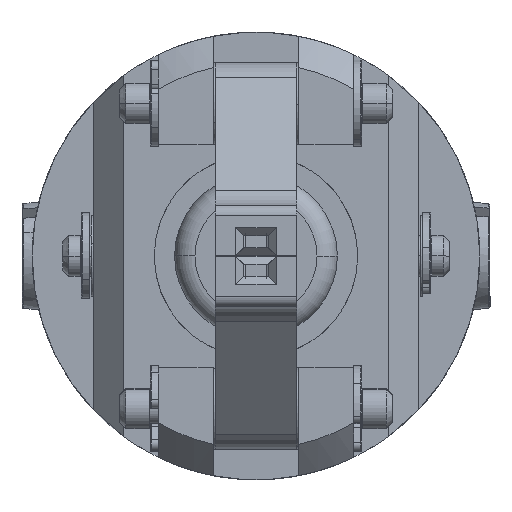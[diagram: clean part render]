
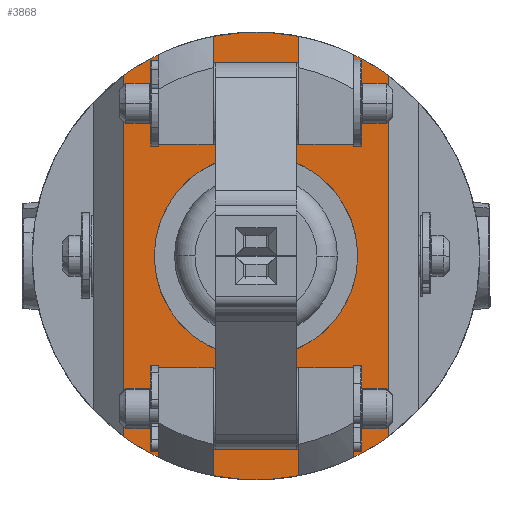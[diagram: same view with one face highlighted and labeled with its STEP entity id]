
A CAD part, left-side view. The second image highlights one B-rep face of the part: STEP entity #3868.
In plain terms, the highlighted face is planar.
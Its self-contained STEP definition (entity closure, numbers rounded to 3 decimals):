
#3518=AXIS2_PLACEMENT_3D('Circle Axis2P3D',#3516,#3517,$) ;
#3654=AXIS2_PLACEMENT_3D('Circle Axis2P3D',#3652,#3653,$) ;
#3700=AXIS2_PLACEMENT_3D('Plane Axis2P3D',#3697,#3698,#3699) ;
#3704=AXIS2_PLACEMENT_3D('Circle Axis2P3D',#3702,#3703,$) ;
#3734=AXIS2_PLACEMENT_3D('Circle Axis2P3D',#3732,#3733,$) ;
#3762=AXIS2_PLACEMENT_3D('Circle Axis2P3D',#3760,#3761,$) ;
#3776=AXIS2_PLACEMENT_3D('Circle Axis2P3D',#3774,#3775,$) ;
#3804=AXIS2_PLACEMENT_3D('Circle Axis2P3D',#3802,#3803,$) ;
#3832=AXIS2_PLACEMENT_3D('Circle Axis2P3D',#3830,#3831,$) ;
#3516=CARTESIAN_POINT('Axis2P3D Location',(0.,0.,5.)) ;
#3520=CARTESIAN_POINT('Vertex',(4.388,2.397,5.)) ;
#3522=CARTESIAN_POINT('Vertex',(-4.388,-2.397,5.)) ;
#3652=CARTESIAN_POINT('Axis2P3D Location',(0.,0.,5.)) ;
#3697=CARTESIAN_POINT('Axis2P3D Location',(0.,0.,5.)) ;
#3702=CARTESIAN_POINT('Axis2P3D Location',(0.,0.,5.)) ;
#3706=CARTESIAN_POINT('Vertex',(6.5,-8.874,5.)) ;
#3708=CARTESIAN_POINT('Vertex',(4.8,-9.897,5.)) ;
#3711=CARTESIAN_POINT('Line Origine',(4.8,-7.699,5.)) ;
#3715=CARTESIAN_POINT('Vertex',(4.8,-5.5,5.)) ;
#3718=CARTESIAN_POINT('Line Origine',(3.45,-5.5,5.)) ;
#3722=CARTESIAN_POINT('Vertex',(2.1,-5.5,5.)) ;
#3725=CARTESIAN_POINT('Line Origine',(2.1,-8.149,5.)) ;
#3729=CARTESIAN_POINT('Vertex',(2.1,-10.798,5.)) ;
#3732=CARTESIAN_POINT('Axis2P3D Location',(0.,0.,5.)) ;
#3736=CARTESIAN_POINT('Vertex',(-2.1,-10.798,5.)) ;
#3739=CARTESIAN_POINT('Line Origine',(-2.1,-8.149,5.)) ;
#3743=CARTESIAN_POINT('Vertex',(-2.1,-5.5,5.)) ;
#3746=CARTESIAN_POINT('Line Origine',(-3.45,-5.5,5.)) ;
#3750=CARTESIAN_POINT('Vertex',(-4.8,-5.5,5.)) ;
#3753=CARTESIAN_POINT('Line Origine',(-4.8,-7.699,5.)) ;
#3757=CARTESIAN_POINT('Vertex',(-4.8,-9.897,5.)) ;
#3760=CARTESIAN_POINT('Axis2P3D Location',(0.,0.,5.)) ;
#3764=CARTESIAN_POINT('Vertex',(-6.5,-8.874,5.)) ;
#3767=CARTESIAN_POINT('Line Origine',(-6.5,0.,5.)) ;
#3771=CARTESIAN_POINT('Vertex',(-6.5,8.874,5.)) ;
#3774=CARTESIAN_POINT('Axis2P3D Location',(0.,0.,5.)) ;
#3778=CARTESIAN_POINT('Vertex',(-4.8,9.897,5.)) ;
#3781=CARTESIAN_POINT('Line Origine',(-4.8,7.699,5.)) ;
#3785=CARTESIAN_POINT('Vertex',(-4.8,5.5,5.)) ;
#3788=CARTESIAN_POINT('Line Origine',(-3.45,5.5,5.)) ;
#3792=CARTESIAN_POINT('Vertex',(-2.1,5.5,5.)) ;
#3795=CARTESIAN_POINT('Line Origine',(-2.1,8.149,5.)) ;
#3799=CARTESIAN_POINT('Vertex',(-2.1,10.798,5.)) ;
#3802=CARTESIAN_POINT('Axis2P3D Location',(0.,0.,5.)) ;
#3806=CARTESIAN_POINT('Vertex',(2.1,10.798,5.)) ;
#3809=CARTESIAN_POINT('Line Origine',(2.1,8.149,5.)) ;
#3813=CARTESIAN_POINT('Vertex',(2.1,5.5,5.)) ;
#3816=CARTESIAN_POINT('Line Origine',(3.45,5.5,5.)) ;
#3820=CARTESIAN_POINT('Vertex',(4.8,5.5,5.)) ;
#3823=CARTESIAN_POINT('Line Origine',(4.8,7.699,5.)) ;
#3827=CARTESIAN_POINT('Vertex',(4.8,9.897,5.)) ;
#3830=CARTESIAN_POINT('Axis2P3D Location',(0.,0.,5.)) ;
#3834=CARTESIAN_POINT('Vertex',(6.5,8.874,5.)) ;
#3837=CARTESIAN_POINT('Line Origine',(6.5,0.,5.)) ;
#3517=DIRECTION('Axis2P3D Direction',(0.,-0.,1.)) ;
#3653=DIRECTION('Axis2P3D Direction',(0.,-0.,1.)) ;
#3698=DIRECTION('Axis2P3D Direction',(0.,0.,-1.)) ;
#3699=DIRECTION('Axis2P3D XDirection',(1.,0.,0.)) ;
#3703=DIRECTION('Axis2P3D Direction',(0.,0.,-1.)) ;
#3712=DIRECTION('Vector Direction',(0.,-1.,0.)) ;
#3719=DIRECTION('Vector Direction',(-1.,0.,0.)) ;
#3726=DIRECTION('Vector Direction',(0.,-1.,0.)) ;
#3733=DIRECTION('Axis2P3D Direction',(0.,0.,-1.)) ;
#3740=DIRECTION('Vector Direction',(0.,1.,0.)) ;
#3747=DIRECTION('Vector Direction',(-1.,0.,0.)) ;
#3754=DIRECTION('Vector Direction',(0.,-1.,0.)) ;
#3761=DIRECTION('Axis2P3D Direction',(0.,0.,-1.)) ;
#3768=DIRECTION('Vector Direction',(0.,1.,0.)) ;
#3775=DIRECTION('Axis2P3D Direction',(0.,0.,-1.)) ;
#3782=DIRECTION('Vector Direction',(0.,-1.,0.)) ;
#3789=DIRECTION('Vector Direction',(-1.,0.,0.)) ;
#3796=DIRECTION('Vector Direction',(0.,1.,0.)) ;
#3803=DIRECTION('Axis2P3D Direction',(0.,0.,-1.)) ;
#3810=DIRECTION('Vector Direction',(0.,-1.,0.)) ;
#3817=DIRECTION('Vector Direction',(-1.,0.,0.)) ;
#3824=DIRECTION('Vector Direction',(0.,-1.,0.)) ;
#3831=DIRECTION('Axis2P3D Direction',(0.,0.,-1.)) ;
#3838=DIRECTION('Vector Direction',(0.,1.,0.)) ;
#3713=VECTOR('Line Direction',#3712,1.) ;
#3720=VECTOR('Line Direction',#3719,1.) ;
#3727=VECTOR('Line Direction',#3726,1.) ;
#3741=VECTOR('Line Direction',#3740,1.) ;
#3748=VECTOR('Line Direction',#3747,1.) ;
#3755=VECTOR('Line Direction',#3754,1.) ;
#3769=VECTOR('Line Direction',#3768,1.) ;
#3783=VECTOR('Line Direction',#3782,1.) ;
#3790=VECTOR('Line Direction',#3789,1.) ;
#3797=VECTOR('Line Direction',#3796,1.) ;
#3811=VECTOR('Line Direction',#3810,1.) ;
#3818=VECTOR('Line Direction',#3817,1.) ;
#3825=VECTOR('Line Direction',#3824,1.) ;
#3839=VECTOR('Line Direction',#3838,1.) ;
#3843=ORIENTED_EDGE('',*,*,#3710,.T.) ;
#3844=ORIENTED_EDGE('',*,*,#3717,.F.) ;
#3845=ORIENTED_EDGE('',*,*,#3724,.T.) ;
#3846=ORIENTED_EDGE('',*,*,#3731,.T.) ;
#3847=ORIENTED_EDGE('',*,*,#3738,.T.) ;
#3848=ORIENTED_EDGE('',*,*,#3745,.T.) ;
#3849=ORIENTED_EDGE('',*,*,#3752,.T.) ;
#3850=ORIENTED_EDGE('',*,*,#3759,.T.) ;
#3851=ORIENTED_EDGE('',*,*,#3766,.T.) ;
#3852=ORIENTED_EDGE('',*,*,#3773,.T.) ;
#3853=ORIENTED_EDGE('',*,*,#3780,.T.) ;
#3854=ORIENTED_EDGE('',*,*,#3787,.T.) ;
#3855=ORIENTED_EDGE('',*,*,#3794,.F.) ;
#3856=ORIENTED_EDGE('',*,*,#3801,.T.) ;
#3857=ORIENTED_EDGE('',*,*,#3808,.T.) ;
#3858=ORIENTED_EDGE('',*,*,#3815,.T.) ;
#3859=ORIENTED_EDGE('',*,*,#3822,.F.) ;
#3860=ORIENTED_EDGE('',*,*,#3829,.F.) ;
#3861=ORIENTED_EDGE('',*,*,#3836,.T.) ;
#3862=ORIENTED_EDGE('',*,*,#3841,.F.) ;
#3865=ORIENTED_EDGE('',*,*,#3656,.F.) ;
#3866=ORIENTED_EDGE('',*,*,#3524,.F.) ;
#3867=FACE_BOUND('',#3864,.T.) ;
#3868=ADVANCED_FACE('Hauptk\X2\00F6\X0\rper',(#3863,#3867),#3701,.T.) ;
#3519=CIRCLE('generated circle',#3518,5.) ;
#3655=CIRCLE('generated circle',#3654,5.) ;
#3705=CIRCLE('generated circle',#3704,11.) ;
#3735=CIRCLE('generated circle',#3734,11.) ;
#3763=CIRCLE('generated circle',#3762,11.) ;
#3777=CIRCLE('generated circle',#3776,11.) ;
#3805=CIRCLE('generated circle',#3804,11.) ;
#3833=CIRCLE('generated circle',#3832,11.) ;
#3524=EDGE_CURVE('',#3521,#3523,#3519,.F.) ;
#3656=EDGE_CURVE('',#3523,#3521,#3655,.F.) ;
#3710=EDGE_CURVE('',#3707,#3709,#3705,.T.) ;
#3717=EDGE_CURVE('',#3716,#3709,#3714,.T.) ;
#3724=EDGE_CURVE('',#3716,#3723,#3721,.T.) ;
#3731=EDGE_CURVE('',#3723,#3730,#3728,.T.) ;
#3738=EDGE_CURVE('',#3730,#3737,#3735,.T.) ;
#3745=EDGE_CURVE('',#3737,#3744,#3742,.T.) ;
#3752=EDGE_CURVE('',#3744,#3751,#3749,.T.) ;
#3759=EDGE_CURVE('',#3751,#3758,#3756,.T.) ;
#3766=EDGE_CURVE('',#3758,#3765,#3763,.T.) ;
#3773=EDGE_CURVE('',#3765,#3772,#3770,.T.) ;
#3780=EDGE_CURVE('',#3772,#3779,#3777,.T.) ;
#3787=EDGE_CURVE('',#3779,#3786,#3784,.T.) ;
#3794=EDGE_CURVE('',#3793,#3786,#3791,.T.) ;
#3801=EDGE_CURVE('',#3793,#3800,#3798,.T.) ;
#3808=EDGE_CURVE('',#3800,#3807,#3805,.T.) ;
#3815=EDGE_CURVE('',#3807,#3814,#3812,.T.) ;
#3822=EDGE_CURVE('',#3821,#3814,#3819,.T.) ;
#3829=EDGE_CURVE('',#3828,#3821,#3826,.T.) ;
#3836=EDGE_CURVE('',#3828,#3835,#3833,.T.) ;
#3841=EDGE_CURVE('',#3707,#3835,#3840,.T.) ;
#3842=EDGE_LOOP('',(#3843,#3844,#3845,#3846,#3847,#3848,#3849,#3850,#3851,#3852,#3853,#3854,#3855,#3856,#3857,#3858,#3859,#3860,#3861,#3862)) ;
#3864=EDGE_LOOP('',(#3865,#3866)) ;
#3863=FACE_OUTER_BOUND('',#3842,.T.) ;
#3714=LINE('Line',#3711,#3713) ;
#3721=LINE('Line',#3718,#3720) ;
#3728=LINE('Line',#3725,#3727) ;
#3742=LINE('Line',#3739,#3741) ;
#3749=LINE('Line',#3746,#3748) ;
#3756=LINE('Line',#3753,#3755) ;
#3770=LINE('Line',#3767,#3769) ;
#3784=LINE('Line',#3781,#3783) ;
#3791=LINE('Line',#3788,#3790) ;
#3798=LINE('Line',#3795,#3797) ;
#3812=LINE('Line',#3809,#3811) ;
#3819=LINE('Line',#3816,#3818) ;
#3826=LINE('Line',#3823,#3825) ;
#3840=LINE('Line',#3837,#3839) ;
#3701=PLANE('',#3700) ;
#3521=VERTEX_POINT('',#3520) ;
#3523=VERTEX_POINT('',#3522) ;
#3707=VERTEX_POINT('',#3706) ;
#3709=VERTEX_POINT('',#3708) ;
#3716=VERTEX_POINT('',#3715) ;
#3723=VERTEX_POINT('',#3722) ;
#3730=VERTEX_POINT('',#3729) ;
#3737=VERTEX_POINT('',#3736) ;
#3744=VERTEX_POINT('',#3743) ;
#3751=VERTEX_POINT('',#3750) ;
#3758=VERTEX_POINT('',#3757) ;
#3765=VERTEX_POINT('',#3764) ;
#3772=VERTEX_POINT('',#3771) ;
#3779=VERTEX_POINT('',#3778) ;
#3786=VERTEX_POINT('',#3785) ;
#3793=VERTEX_POINT('',#3792) ;
#3800=VERTEX_POINT('',#3799) ;
#3807=VERTEX_POINT('',#3806) ;
#3814=VERTEX_POINT('',#3813) ;
#3821=VERTEX_POINT('',#3820) ;
#3828=VERTEX_POINT('',#3827) ;
#3835=VERTEX_POINT('',#3834) ;
